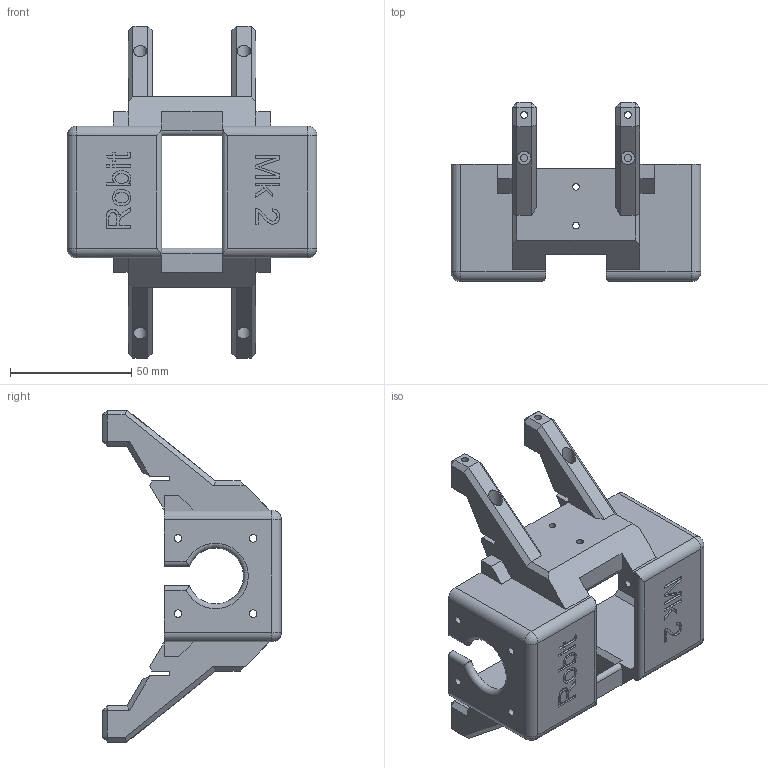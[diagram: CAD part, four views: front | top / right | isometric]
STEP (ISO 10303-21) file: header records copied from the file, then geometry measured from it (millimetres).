
FILE_DESCRIPTION(/* description */ (''),/* implementation_level */ '2;1');
FILE_NAME(/* name */ 'Robit_Hull_MkII v78.step',/* time_stamp */ '2022-06-16T21:44:18+03:00',/* author */ (''),/* organization */ (''),/* preprocessor_version */ 'ST-DEVELOPER v19',/* originating_system */ 'Autodesk Translation Framework v11.7.0.108',/* authorisation */ '');
FILE_SCHEMA (('AUTOMOTIVE_DESIGN { 1 0 10303 214 3 1 1 }'));
Length unit declared in the file: millimetre
Products named in the file (1): Robit_Hull_MkII
Bounding box: 103 x 73.7 x 136.8 mm (x, y, z)
Volume: 111019.2 mm3; surface area: 48661.1 mm2
Topology: 1 solids, 1 shells, 547 faces, 1448 edges, 932 vertices
Faces by surface type: plane 339, bspline 148, cylinder 54, sphere 4, torus 2
Full cylindrical faces by diameter (mm): 2.85 x16, 2.9 x8, 3.1 x8, 5.6 x4
Entity records: 18714 total; most frequent: CARTESIAN_POINT 6056, ORIENTED_EDGE 2896, DIRECTION 2020, EDGE_CURVE 1448, LINE 1028, VECTOR 1028, VERTEX_POINT 932, EDGE_LOOP 626
